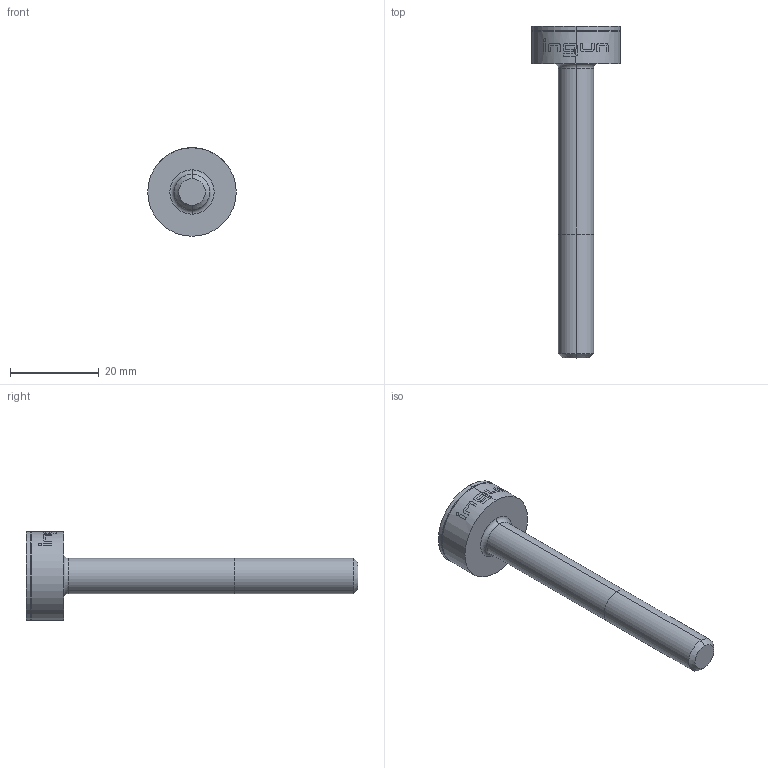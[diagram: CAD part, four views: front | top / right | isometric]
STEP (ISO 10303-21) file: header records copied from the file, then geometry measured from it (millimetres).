
FILE_DESCRIPTION (( 'STEP AP203' ), '1' );
FILE_NAME ('INGUN_KT-2526.STEP', '2020-10-30T10:11:45', ( '' ), ( '' ), 'SwSTEP 2.0', 'SolidWorks 2018', '' );
FILE_SCHEMA (( 'CONFIG_CONTROL_DESIGN' ));
Length unit declared in the file: millimetre
Products named in the file (1): INGUN_KT-2526
Bounding box: 20 x 75 x 20 mm (x, y, z)
Volume: 6006.9 mm3; surface area: 2809.5 mm2
Topology: 1 solids, 1 shells, 92 faces, 236 edges, 156 vertices
Faces by surface type: bspline 52, cylinder 19, plane 17, cone 2, torus 2
Entity records: 4814 total; most frequent: CARTESIAN_POINT 3000, ORIENTED_EDGE 472, EDGE_CURVE 236, B_SPLINE_CURVE_WITH_KNOTS 190, DIRECTION 158, VERTEX_POINT 156, EDGE_LOOP 102, FACE_OUTER_BOUND 92
